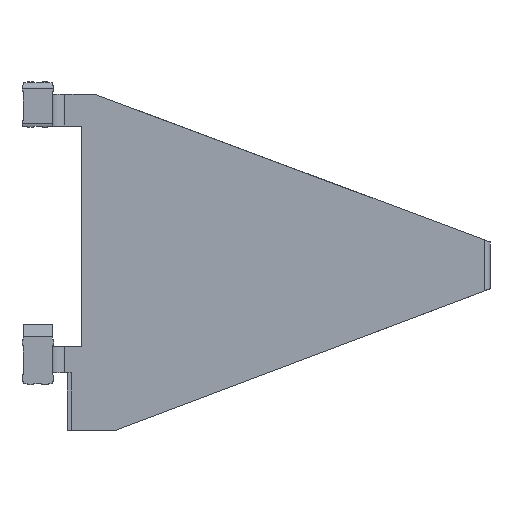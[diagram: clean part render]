
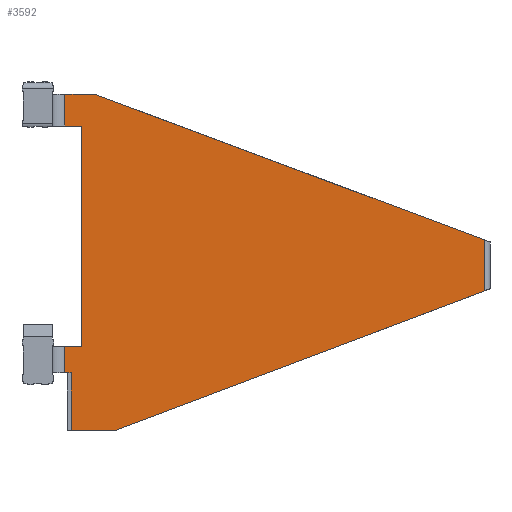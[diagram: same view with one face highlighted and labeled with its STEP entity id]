
A CAD part, left-side view. The second image highlights one B-rep face of the part: STEP entity #3592.
In plain terms, the highlighted planar face has unit normal (-1, 0, 0).
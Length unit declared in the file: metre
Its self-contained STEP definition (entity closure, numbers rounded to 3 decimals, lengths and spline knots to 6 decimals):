
#143=ORIENTED_EDGE('',*,*,#1239,.T.);
#144=ORIENTED_EDGE('',*,*,#1240,.F.);
#145=ORIENTED_EDGE('',*,*,#1241,.T.);
#146=ORIENTED_EDGE('',*,*,#1242,.T.);
#147=ORIENTED_EDGE('',*,*,#1243,.F.);
#148=ORIENTED_EDGE('',*,*,#1244,.T.);
#149=ORIENTED_EDGE('',*,*,#1245,.T.);
#150=ORIENTED_EDGE('',*,*,#1246,.T.);
#151=ORIENTED_EDGE('',*,*,#1247,.F.);
#152=ORIENTED_EDGE('',*,*,#1248,.F.);
#153=ORIENTED_EDGE('',*,*,#1249,.T.);
#154=ORIENTED_EDGE('',*,*,#1250,.F.);
#1239=EDGE_CURVE('',#1787,#1788,#2151,.T.);
#1240=EDGE_CURVE('',#1789,#1788,#2152,.T.);
#1241=EDGE_CURVE('',#1789,#1790,#2153,.F.);
#1242=EDGE_CURVE('',#1790,#1791,#2154,.T.);
#1243=EDGE_CURVE('',#1792,#1791,#2155,.T.);
#1244=EDGE_CURVE('',#1792,#1793,#2156,.T.);
#1245=EDGE_CURVE('',#1793,#1794,#2157,.T.);
#1246=EDGE_CURVE('',#1794,#1795,#2158,.F.);
#1247=EDGE_CURVE('',#1796,#1795,#2159,.T.);
#1248=EDGE_CURVE('',#1797,#1796,#2160,.T.);
#1249=EDGE_CURVE('',#1797,#1798,#2161,.T.);
#1250=EDGE_CURVE('',#1787,#1798,#2162,.T.);
#1787=VERTEX_POINT('',#5057);
#1788=VERTEX_POINT('',#5058);
#1789=VERTEX_POINT('',#5060);
#1790=VERTEX_POINT('',#5062);
#1791=VERTEX_POINT('',#5064);
#1792=VERTEX_POINT('',#5066);
#1793=VERTEX_POINT('',#5068);
#1794=VERTEX_POINT('',#5070);
#1795=VERTEX_POINT('',#5072);
#1796=VERTEX_POINT('',#5074);
#1797=VERTEX_POINT('',#5076);
#1798=VERTEX_POINT('',#5078);
#2151=LINE('',#5056,#2627);
#2152=LINE('',#5059,#2628);
#2153=LINE('',#5061,#2629);
#2154=LINE('',#5063,#2630);
#2155=LINE('',#5065,#2631);
#2156=LINE('',#5067,#2632);
#2157=LINE('',#5069,#2633);
#2158=LINE('',#5071,#2634);
#2159=LINE('',#5073,#2635);
#2160=LINE('',#5075,#2636);
#2161=LINE('',#5077,#2637);
#2162=LINE('',#5079,#2638);
#2627=VECTOR('',#4064,1.);
#2628=VECTOR('',#4065,1.);
#2629=VECTOR('',#4066,1.);
#2630=VECTOR('',#4067,1.);
#2631=VECTOR('',#4068,1.);
#2632=VECTOR('',#4069,1.);
#2633=VECTOR('',#4070,1.);
#2634=VECTOR('',#4071,1.);
#2635=VECTOR('',#4072,1.);
#2636=VECTOR('',#4073,1.);
#2637=VECTOR('',#4074,1.);
#2638=VECTOR('',#4075,1.);
#3081=EDGE_LOOP('',(#143,#144,#145,#146,#147,#148,#149,#150,#151,#152,#153,
#154));
#3263=FACE_BOUND('',#3081,.T.);
#3445=PLANE('',#3787);
#3592=ADVANCED_FACE('',(#3263),#3445,.T.);
#3787=AXIS2_PLACEMENT_3D('',#5055,#4062,#4063);
#4062=DIRECTION('',(-1.,0.,0.));
#4063=DIRECTION('',(0.,0.,1.));
#4064=DIRECTION('',(0.,0.,-1.));
#4065=DIRECTION('',(0.,-1.,0.));
#4066=DIRECTION('',(0.,0.,1.));
#4067=DIRECTION('',(0.,-1.,0.));
#4068=DIRECTION('',(0.,0.,1.));
#4069=DIRECTION('',(0.,-1.,0.));
#4070=DIRECTION('',(0.,-0.935,0.354));
#4071=DIRECTION('',(0.,0.,-1.));
#4072=DIRECTION('',(0.,-0.937,-0.35));
#4073=DIRECTION('',(0.,-1.,0.));
#4074=DIRECTION('',(0.,0.,-1.));
#4075=DIRECTION('',(0.,1.,0.));
#5055=CARTESIAN_POINT('',(0.04941,-0.00853,0.019761));
#5056=CARTESIAN_POINT('',(0.04941,-0.01503,0.018339));
#5057=CARTESIAN_POINT('',(0.04941,-0.01503,0.023839));
#5058=CARTESIAN_POINT('',(0.04941,-0.01503,-0.013932));
#5059=CARTESIAN_POINT('',(0.04941,-0.00853,-0.013932));
#5060=CARTESIAN_POINT('',(0.04941,-0.012151,-0.013932));
#5061=CARTESIAN_POINT('',(0.04941,-0.012151,-0.013932));
#5062=CARTESIAN_POINT('',(0.04941,-0.012151,-0.018389));
#5063=CARTESIAN_POINT('',(0.04941,-0.00853,-0.018389));
#5064=CARTESIAN_POINT('',(0.04941,-0.01323,-0.018389));
#5065=CARTESIAN_POINT('',(0.04941,-0.01323,-0.028239));
#5066=CARTESIAN_POINT('',(0.04941,-0.01323,-0.028239));
#5067=CARTESIAN_POINT('',(0.04941,-0.09203,-0.028239));
#5068=CARTESIAN_POINT('',(0.04941,-0.020768,-0.028239));
#5069=CARTESIAN_POINT('',(0.04941,-0.025932,-0.026287));
#5070=CARTESIAN_POINT('',(0.04941,-0.083907,-0.004378));
#5071=CARTESIAN_POINT('',(0.04941,-0.083907,0.019761));
#5072=CARTESIAN_POINT('',(0.04941,-0.083907,0.004374));
#5073=CARTESIAN_POINT('',(0.04941,-0.012723,0.03098));
#5074=CARTESIAN_POINT('',(0.04941,-0.017247,0.029289));
#5075=CARTESIAN_POINT('',(0.04941,-0.00853,0.029289));
#5076=CARTESIAN_POINT('',(0.04941,-0.012151,0.029289));
#5077=CARTESIAN_POINT('',(0.04941,-0.012151,0.023839));
#5078=CARTESIAN_POINT('',(0.04941,-0.012151,0.023839));
#5079=CARTESIAN_POINT('',(0.04941,-0.03503,0.023839));
